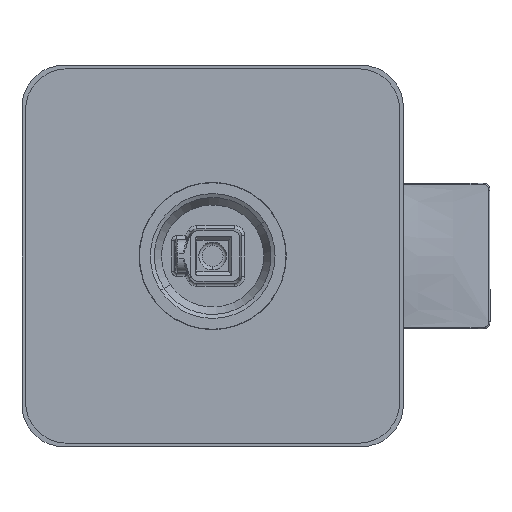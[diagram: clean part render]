
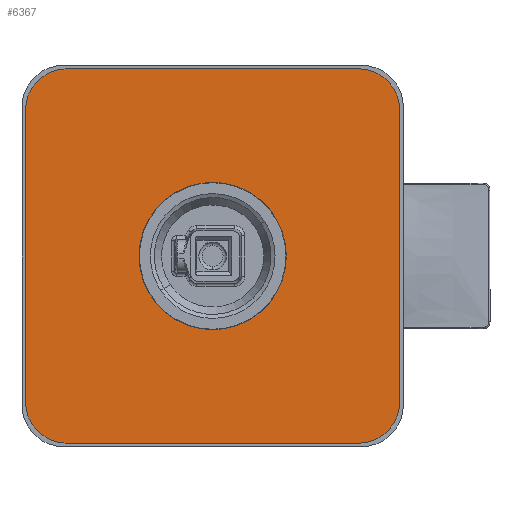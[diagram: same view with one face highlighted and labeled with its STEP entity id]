
A CAD part, left-side view. The second image highlights one B-rep face of the part: STEP entity #6367.
In plain terms, the highlighted face is planar.
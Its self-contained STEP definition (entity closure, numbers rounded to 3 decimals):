
#142 = AXIS2_PLACEMENT_3D ( 'NONE', #4086, #2988, #8287 ) ;
#229 = CARTESIAN_POINT ( 'NONE',  ( -54., 54., 0. ) ) ;
#256 = EDGE_CURVE ( 'NONE', #6560, #2958, #7984, .T. ) ;
#323 = CARTESIAN_POINT ( 'NONE',  ( -54., 42., 0. ) ) ;
#914 = VERTEX_POINT ( 'NONE', #323 ) ;
#1319 = CARTESIAN_POINT ( 'NONE',  ( 42., 54., 0. ) ) ;
#1322 = DIRECTION ( 'NONE',  ( 1., 0., 0. ) ) ;
#1392 = EDGE_CURVE ( 'NONE', #8274, #7005, #2889, .T. ) ;
#1532 = AXIS2_PLACEMENT_3D ( 'NONE', #2063, #6008, #2924 ) ;
#1540 = EDGE_CURVE ( 'NONE', #8274, #5595, #5951, .T. ) ;
#1564 = EDGE_CURVE ( 'NONE', #4451, #4947, #5525, .T. ) ;
#1783 = DIRECTION ( 'NONE',  ( 1., 0., 0. ) ) ;
#1892 = CARTESIAN_POINT ( 'NONE',  ( 54., 54., 0. ) ) ;
#2023 = ORIENTED_EDGE ( 'NONE', *, *, #2940, .F. ) ;
#2063 = CARTESIAN_POINT ( 'NONE',  ( 42., -42., 0. ) ) ;
#2236 = EDGE_LOOP ( 'NONE', ( #2972, #7455 ) ) ;
#2469 = DIRECTION ( 'NONE',  ( 1., 0., 0. ) ) ;
#2523 = DIRECTION ( 'NONE',  ( 0., 0., 1. ) ) ;
#2629 = DIRECTION ( 'NONE',  ( 0., 0., -1. ) ) ;
#2698 = CARTESIAN_POINT ( 'NONE',  ( -42., 42., 0. ) ) ;
#2889 = CIRCLE ( 'NONE', #142, 12. ) ;
#2924 = DIRECTION ( 'NONE',  ( 1., 0., 0. ) ) ;
#2940 = EDGE_CURVE ( 'NONE', #5757, #7005, #3587, .T. ) ;
#2958 = VERTEX_POINT ( 'NONE', #6412 ) ;
#2972 = ORIENTED_EDGE ( 'NONE', *, *, #7880, .T. ) ;
#2988 = DIRECTION ( 'NONE',  ( 0., 0., -1. ) ) ;
#3112 = CARTESIAN_POINT ( 'NONE',  ( -42., -54., 0. ) ) ;
#3405 = AXIS2_PLACEMENT_3D ( 'NONE', #2698, #4400, #5420 ) ;
#3425 = ORIENTED_EDGE ( 'NONE', *, *, #1540, .F. ) ;
#3587 = LINE ( 'NONE', #1892, #5803 ) ;
#3741 = CARTESIAN_POINT ( 'NONE',  ( 54., 42., 0. ) ) ;
#3767 = EDGE_CURVE ( 'NONE', #4451, #7691, #6298, .T. ) ;
#3791 = CARTESIAN_POINT ( 'NONE',  ( -54., -54., 0. ) ) ;
#3818 = AXIS2_PLACEMENT_3D ( 'NONE', #6069, #2629, #2469 ) ;
#3945 = ORIENTED_EDGE ( 'NONE', *, *, #4897, .T. ) ;
#4086 = CARTESIAN_POINT ( 'NONE',  ( 42., 42., 0. ) ) ;
#4288 = CARTESIAN_POINT ( 'NONE',  ( -42., 54., 0. ) ) ;
#4351 = EDGE_CURVE ( 'NONE', #914, #5595, #4522, .T. ) ;
#4400 = DIRECTION ( 'NONE',  ( 0., 0., -1. ) ) ;
#4451 = VERTEX_POINT ( 'NONE', #3112 ) ;
#4522 = CIRCLE ( 'NONE', #3405, 12. ) ;
#4862 = ORIENTED_EDGE ( 'NONE', *, *, #4351, .T. ) ;
#4897 = EDGE_CURVE ( 'NONE', #5757, #7691, #6935, .T. ) ;
#4898 = PLANE ( 'NONE',  #7484 ) ;
#4947 = VERTEX_POINT ( 'NONE', #8626 ) ;
#5113 = CARTESIAN_POINT ( 'NONE',  ( -54., -54., 0. ) ) ;
#5123 = LINE ( 'NONE', #6110, #5274 ) ;
#5128 = CARTESIAN_POINT ( 'NONE',  ( 0., 0., 0. ) ) ;
#5207 = DIRECTION ( 'NONE',  ( 0., 0., 1. ) ) ;
#5274 = VECTOR ( 'NONE', #6891, 1000. ) ;
#5313 = DIRECTION ( 'NONE',  ( 1., 0., 0. ) ) ;
#5420 = DIRECTION ( 'NONE',  ( 1., 0., 0. ) ) ;
#5501 = ORIENTED_EDGE ( 'NONE', *, *, #1564, .T. ) ;
#5525 = CIRCLE ( 'NONE', #3818, 12. ) ;
#5595 = VERTEX_POINT ( 'NONE', #4288 ) ;
#5699 = FACE_OUTER_BOUND ( 'NONE', #5702, .T. ) ;
#5702 = EDGE_LOOP ( 'NONE', ( #3425, #6439, #2023, #3945, #8733, #5501, #7708, #4862 ) ) ;
#5729 = VECTOR ( 'NONE', #9018, 1000. ) ;
#5757 = VERTEX_POINT ( 'NONE', #7261 ) ;
#5803 = VECTOR ( 'NONE', #6046, 1000. ) ;
#5853 = CARTESIAN_POINT ( 'NONE',  ( -21.25, 0., 0. ) ) ;
#5855 = CIRCLE ( 'NONE', #8078, 21.25 ) ;
#5880 = AXIS2_PLACEMENT_3D ( 'NONE', #5128, #2523, #1783 ) ;
#5951 = LINE ( 'NONE', #229, #5729 ) ;
#6008 = DIRECTION ( 'NONE',  ( 0., 0., -1. ) ) ;
#6041 = CARTESIAN_POINT ( 'NONE',  ( 42., -54., 0. ) ) ;
#6046 = DIRECTION ( 'NONE',  ( 0., 1., 0. ) ) ;
#6069 = CARTESIAN_POINT ( 'NONE',  ( -42., -42., 0. ) ) ;
#6110 = CARTESIAN_POINT ( 'NONE',  ( -54., 54., 0. ) ) ;
#6298 = LINE ( 'NONE', #3791, #6974 ) ;
#6367 = ADVANCED_FACE ( 'NONE', ( #8723, #5699 ), #4898, .F. ) ;
#6412 = CARTESIAN_POINT ( 'NONE',  ( 21.25, 0., 0. ) ) ;
#6439 = ORIENTED_EDGE ( 'NONE', *, *, #1392, .T. ) ;
#6560 = VERTEX_POINT ( 'NONE', #5853 ) ;
#6595 = EDGE_CURVE ( 'NONE', #914, #4947, #5123, .T. ) ;
#6891 = DIRECTION ( 'NONE',  ( 0., -1., 0. ) ) ;
#6935 = CIRCLE ( 'NONE', #1532, 12. ) ;
#6974 = VECTOR ( 'NONE', #1322, 1000. ) ;
#7005 = VERTEX_POINT ( 'NONE', #3741 ) ;
#7261 = CARTESIAN_POINT ( 'NONE',  ( 54., -42., 0. ) ) ;
#7455 = ORIENTED_EDGE ( 'NONE', *, *, #256, .T. ) ;
#7484 = AXIS2_PLACEMENT_3D ( 'NONE', #5113, #5207, #5313 ) ;
#7691 = VERTEX_POINT ( 'NONE', #6041 ) ;
#7708 = ORIENTED_EDGE ( 'NONE', *, *, #6595, .F. ) ;
#7880 = EDGE_CURVE ( 'NONE', #2958, #6560, #5855, .T. ) ;
#7984 = CIRCLE ( 'NONE', #5880, 21.25 ) ;
#8078 = AXIS2_PLACEMENT_3D ( 'NONE', #8623, #8553, #8525 ) ;
#8274 = VERTEX_POINT ( 'NONE', #1319 ) ;
#8287 = DIRECTION ( 'NONE',  ( 1., 0., 0. ) ) ;
#8525 = DIRECTION ( 'NONE',  ( 1., 0., 0. ) ) ;
#8553 = DIRECTION ( 'NONE',  ( 0., 0., 1. ) ) ;
#8623 = CARTESIAN_POINT ( 'NONE',  ( 0., 0., 0. ) ) ;
#8626 = CARTESIAN_POINT ( 'NONE',  ( -54., -42., 0. ) ) ;
#8723 = FACE_BOUND ( 'NONE', #2236, .T. ) ;
#8733 = ORIENTED_EDGE ( 'NONE', *, *, #3767, .F. ) ;
#9018 = DIRECTION ( 'NONE',  ( -1., 0., 0. ) ) ;
